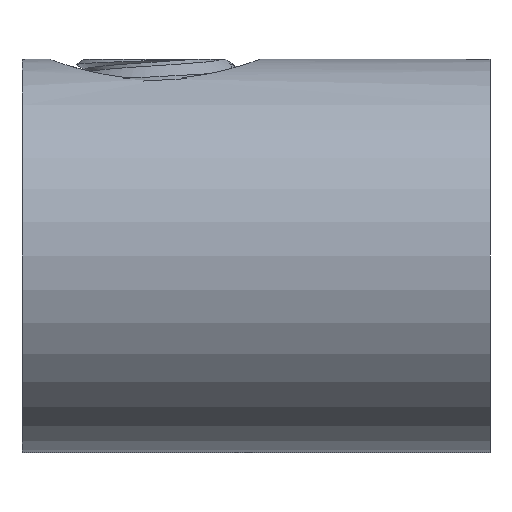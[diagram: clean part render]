
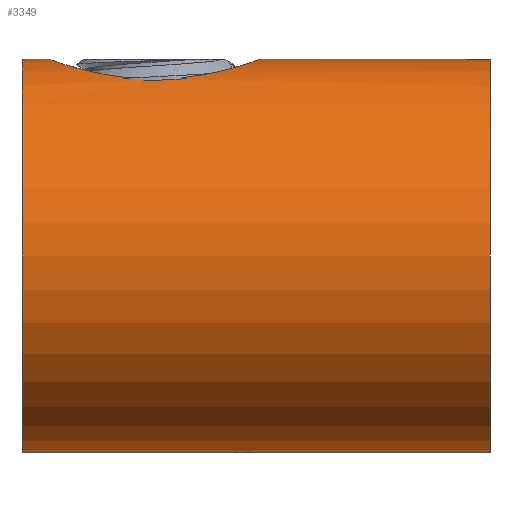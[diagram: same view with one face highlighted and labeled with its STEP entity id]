
A CAD part, left-side view. The second image highlights one B-rep face of the part: STEP entity #3349.
In plain terms, the highlighted cylindrical face has radius 5.334 mm (diameter 10.668 mm), a partial arc.
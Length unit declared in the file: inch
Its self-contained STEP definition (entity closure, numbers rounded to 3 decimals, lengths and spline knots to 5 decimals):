
#145 = CARTESIAN_POINT ( 'NONE',  ( -0.01418, 0.24648, 0.20963 ) ) ;
#150 = EDGE_CURVE ( 'NONE', #6905, #5726, #5923, .T. ) ;
#175 = CARTESIAN_POINT ( 'NONE',  ( -0.052, 0.26528, 0.20353 ) ) ;
#267 = CARTESIAN_POINT ( 'NONE',  ( -0.08339, 0.31132, 0.19276 ) ) ;
#662 = CARTESIAN_POINT ( 'NONE',  ( 0., 0., 0.21 ) ) ;
#834 = LINE ( 'NONE', #4437, #1624 ) ;
#867 = VERTEX_POINT ( 'NONE', #2153 ) ;
#929 = CARTESIAN_POINT ( 'NONE',  ( -0.06645, 0.28056, 0.19925 ) ) ;
#1285 = CARTESIAN_POINT ( 'NONE',  ( -0.07894, 0.41609, 0.19466 ) ) ;
#1310 = DIRECTION ( 'NONE',  ( 0., -1., 0. ) ) ;
#1624 = VECTOR ( 'NONE', #3057, 39.37008 ) ;
#1690 = CARTESIAN_POINT ( 'NONE',  ( -0.06196, 0.2751, 0.20072 ) ) ;
#1716 = ORIENTED_EDGE ( 'NONE', *, *, #150, .F. ) ;
#1718 = CARTESIAN_POINT ( 'NONE',  ( 0., 0.24544, 0.21 ) ) ;
#1870 = CYLINDRICAL_SURFACE ( 'NONE', #2734, 0.21 ) ;
#1892 = ORIENTED_EDGE ( 'NONE', *, *, #8295, .F. ) ;
#1966 = EDGE_CURVE ( 'NONE', #5911, #6111, #8531, .T. ) ;
#2009 = EDGE_CURVE ( 'NONE', #8110, #6111, #8776, .T. ) ;
#2022 = B_SPLINE_CURVE_WITH_KNOTS ( 'NONE', 3,
 ( #2800, #6405, #4125, #9342, #9212, #2034, #3422, #2767, #1285, #6373, #4216, #2067, #4970, #4846 ),
 .UNSPECIFIED., .F., .F.,
 ( 4, 2, 2, 2, 2, 2, 4 ),
 ( 0.01026, 0.01074, 0.01123, 0.01219, 0.01316, 0.01364, 0.01413 ),
 .UNSPECIFIED. ) ;
#2034 = CARTESIAN_POINT ( 'NONE',  ( -0.04764, 0.45505, 0.20483 ) ) ;
#2067 = CARTESIAN_POINT ( 'NONE',  ( -0.08992, 0.3799, 0.18978 ) ) ;
#2153 = CARTESIAN_POINT ( 'NONE',  ( -0.09123, 0.36733, 0.18915 ) ) ;
#2178 = ORIENTED_EDGE ( 'NONE', *, *, #7576, .F. ) ;
#2222 = ORIENTED_EDGE ( 'NONE', *, *, #6435, .T. ) ;
#2399 = CARTESIAN_POINT ( 'NONE',  ( -0.07432, 0.29222, 0.19645 ) ) ;
#2585 = B_SPLINE_CURVE_WITH_KNOTS ( 'NONE', 3,
 ( #9302, #4608, #5275, #5339, #8841, #4478, #267, #3850, #2399, #929, #1690, #175, #3811, #6071, #6774, #145, #8904, #1718 ),
 .UNSPECIFIED., .F., .F.,
 ( 4, 2, 2, 2, 2, 2, 2, 2, 4 ),
 ( 0.01413, 0.01467, 0.01521, 0.01576, 0.0163, 0.01685, 0.01739, 0.01793, 0.01848 ),
 .UNSPECIFIED. ) ;
#2734 = AXIS2_PLACEMENT_3D ( 'NONE', #4847, #6277, #4941 ) ;
#2767 = CARTESIAN_POINT ( 'NONE',  ( -0.07278, 0.42724, 0.19716 ) ) ;
#2799 = DIRECTION ( 'NONE',  ( 0., -1., 0. ) ) ;
#2800 = CARTESIAN_POINT ( 'NONE',  ( 0., 0.47056, 0.21 ) ) ;
#3029 = FACE_OUTER_BOUND ( 'NONE', #7243, .T. ) ;
#3057 = DIRECTION ( 'NONE',  ( 0., -1., 0. ) ) ;
#3349 = ADVANCED_FACE ( 'NONE', ( #3029 ), #1870, .T. ) ;
#3422 = CARTESIAN_POINT ( 'NONE',  ( -0.05723, 0.4466, 0.20222 ) ) ;
#3660 = DIRECTION ( 'NONE',  ( 0., 0., 1. ) ) ;
#3811 = CARTESIAN_POINT ( 'NONE',  ( -0.04642, 0.26084, 0.2049 ) ) ;
#3850 = CARTESIAN_POINT ( 'NONE',  ( -0.07769, 0.29838, 0.19513 ) ) ;
#4125 = CARTESIAN_POINT ( 'NONE',  ( -0.0128, 0.4697, 0.2097 ) ) ;
#4187 = CARTESIAN_POINT ( 'NONE',  ( 0., 0., -0.21 ) ) ;
#4216 = CARTESIAN_POINT ( 'NONE',  ( -0.08728, 0.39231, 0.19101 ) ) ;
#4269 = CARTESIAN_POINT ( 'NONE',  ( 0., 0., 0. ) ) ;
#4437 = CARTESIAN_POINT ( 'NONE',  ( 0., 0.5, -0.21 ) ) ;
#4478 = CARTESIAN_POINT ( 'NONE',  ( -0.0857, 0.31808, 0.19173 ) ) ;
#4608 = CARTESIAN_POINT ( 'NONE',  ( -0.09172, 0.36025, 0.18891 ) ) ;
#4846 = CARTESIAN_POINT ( 'NONE',  ( -0.09123, 0.36733, 0.18915 ) ) ;
#4847 = CARTESIAN_POINT ( 'NONE',  ( 0., 0.5, 0. ) ) ;
#4941 = DIRECTION ( 'NONE',  ( 0., 0., -1. ) ) ;
#4970 = CARTESIAN_POINT ( 'NONE',  ( -0.0908, 0.37364, 0.18936 ) ) ;
#5145 = CARTESIAN_POINT ( 'NONE',  ( 0., 0.5, 0. ) ) ;
#5275 = CARTESIAN_POINT ( 'NONE',  ( -0.09165, 0.35304, 0.18895 ) ) ;
#5339 = CARTESIAN_POINT ( 'NONE',  ( -0.09037, 0.33877, 0.18956 ) ) ;
#5611 = VERTEX_POINT ( 'NONE', #9031 ) ;
#5726 = VERTEX_POINT ( 'NONE', #6168 ) ;
#5911 = VERTEX_POINT ( 'NONE', #4187 ) ;
#5923 = LINE ( 'NONE', #7144, #6477 ) ;
#5964 = EDGE_CURVE ( 'NONE', #5726, #867, #2022, .T. ) ;
#5993 = CARTESIAN_POINT ( 'NONE',  ( 0., 0.5, 0.21 ) ) ;
#6071 = CARTESIAN_POINT ( 'NONE',  ( -0.0344, 0.25348, 0.20725 ) ) ;
#6111 = VERTEX_POINT ( 'NONE', #662 ) ;
#6168 = CARTESIAN_POINT ( 'NONE',  ( 0., 0.47056, 0.21 ) ) ;
#6277 = DIRECTION ( 'NONE',  ( 0., -1., 0. ) ) ;
#6360 = VECTOR ( 'NONE', #1310, 39.37008 ) ;
#6373 = CARTESIAN_POINT ( 'NONE',  ( -0.0855, 0.39844, 0.19182 ) ) ;
#6405 = CARTESIAN_POINT ( 'NONE',  ( -0.00635, 0.47056, 0.21 ) ) ;
#6435 = EDGE_CURVE ( 'NONE', #5611, #5911, #834, .T. ) ;
#6477 = VECTOR ( 'NONE', #2799, 39.37008 ) ;
#6611 = CARTESIAN_POINT ( 'NONE',  ( 0., 0.24544, 0.21 ) ) ;
#6774 = CARTESIAN_POINT ( 'NONE',  ( -0.02792, 0.25053, 0.20825 ) ) ;
#6905 = VERTEX_POINT ( 'NONE', #5993 ) ;
#6993 = AXIS2_PLACEMENT_3D ( 'NONE', #4269, #8626, #7838 ) ;
#6998 = ORIENTED_EDGE ( 'NONE', *, *, #1966, .T. ) ;
#7144 = CARTESIAN_POINT ( 'NONE',  ( 0., 0.5, 0.21 ) ) ;
#7243 = EDGE_LOOP ( 'NONE', ( #1716, #1892, #2222, #6998, #9145, #2178, #9065 ) ) ;
#7576 = EDGE_CURVE ( 'NONE', #867, #8110, #2585, .T. ) ;
#7838 = DIRECTION ( 'NONE',  ( 0., 0., 1. ) ) ;
#7965 = AXIS2_PLACEMENT_3D ( 'NONE', #5145, #9391, #3660 ) ;
#8110 = VERTEX_POINT ( 'NONE', #6611 ) ;
#8295 = EDGE_CURVE ( 'NONE', #5611, #6905, #9228, .T. ) ;
#8530 = CARTESIAN_POINT ( 'NONE',  ( 0., 0.5, 0.21 ) ) ;
#8531 = CIRCLE ( 'NONE', #6993, 0.21 ) ;
#8626 = DIRECTION ( 'NONE',  ( 0., 1., 0. ) ) ;
#8776 = LINE ( 'NONE', #8530, #6360 ) ;
#8841 = CARTESIAN_POINT ( 'NONE',  ( -0.08918, 0.33178, 0.19013 ) ) ;
#8904 = CARTESIAN_POINT ( 'NONE',  ( -0.00716, 0.24544, 0.21 ) ) ;
#9031 = CARTESIAN_POINT ( 'NONE',  ( 0., 0.5, -0.21 ) ) ;
#9065 = ORIENTED_EDGE ( 'NONE', *, *, #5964, .F. ) ;
#9145 = ORIENTED_EDGE ( 'NONE', *, *, #2009, .F. ) ;
#9212 = CARTESIAN_POINT ( 'NONE',  ( -0.03101, 0.46407, 0.20777 ) ) ;
#9228 = CIRCLE ( 'NONE', #7965, 0.21 ) ;
#9302 = CARTESIAN_POINT ( 'NONE',  ( -0.09123, 0.36733, 0.18915 ) ) ;
#9342 = CARTESIAN_POINT ( 'NONE',  ( -0.02505, 0.46647, 0.20859 ) ) ;
#9391 = DIRECTION ( 'NONE',  ( 0., 1., 0. ) ) ;
